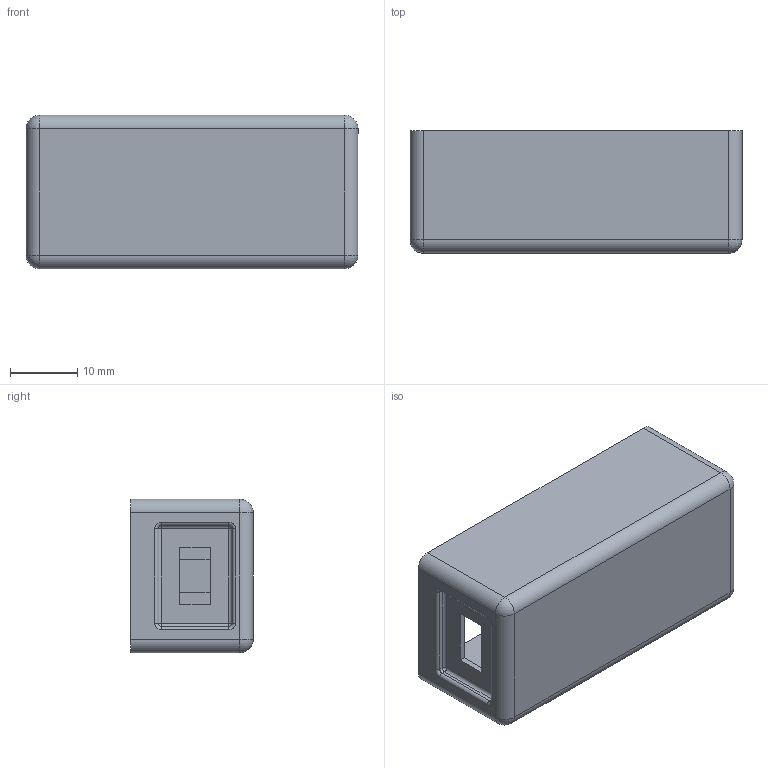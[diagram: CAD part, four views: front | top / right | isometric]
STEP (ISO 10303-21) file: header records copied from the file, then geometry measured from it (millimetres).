
FILE_DESCRIPTION(/* description */ (''),/* implementation_level */ '2;1');
FILE_NAME(/* name */ 'rf_tester_bottom.stp',/* time_stamp */ '2025-01-11T15:41:07-05:00',/* author */ ('Jacob'),/* organization */ (''),/* preprocessor_version */ 'ST-DEVELOPER v20',/* originating_system */ 'Autodesk Inventor 2025',/* authorisation */ '');
FILE_SCHEMA (('AUTOMOTIVE_DESIGN { 1 0 10303 214 3 1 1 }'));
Length unit declared in the file: millimetre
Products named in the file (1): rf_tester_bottom
Bounding box: 49.3 x 18.2 x 22.8 mm (x, y, z)
Volume: 8315.8 mm3; surface area: 7026 mm2
Topology: 1 solids, 1 shells, 74 faces, 178 edges, 108 vertices
Faces by surface type: plane 42, cylinder 20, sphere 8, torus 4
Entity records: 2157 total; most frequent: DIRECTION 372, CARTESIAN_POINT 361, ORIENTED_EDGE 356, EDGE_CURVE 178, LINE 134, VECTOR 134, AXIS2_PLACEMENT_3D 119, VERTEX_POINT 108
